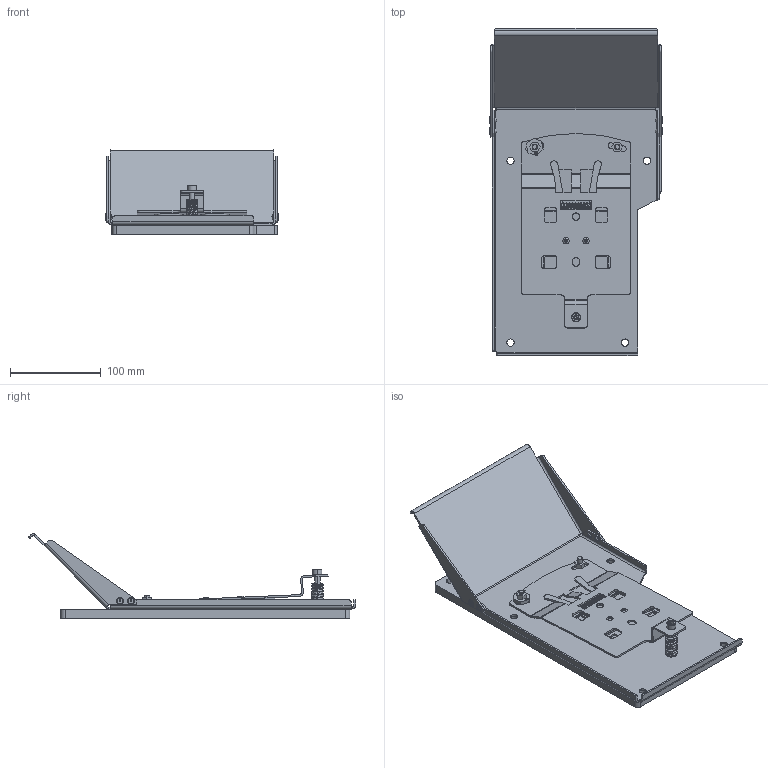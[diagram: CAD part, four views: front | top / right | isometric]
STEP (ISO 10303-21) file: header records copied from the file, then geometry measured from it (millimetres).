
FILE_DESCRIPTION((''),'2;1');
FILE_NAME('DB000921_Y_SPIEGELVERS_STATION_ASM','2008-03-17T',('hkrispin'),(''),'PRO/ENGINEER BY PARAMETRIC TECHNOLOGY CORPORATION, 2006300','PRO/ENGINEER BY PARAMETRIC TECHNOLOGY CORPORATION, 2006300','');
FILE_SCHEMA(('CONFIG_CONTROL_DESIGN'));
Length unit declared in the file: millimetre
Products named in the file (15): DB001633_Y_SPIEGELPL_STAT; DB000923_Y_VERSTELLHALTER; DB000924_EINNIETBUCHSE_M6; DB001440_EINPRESSBOLZEN_M6; DB000901_JUSTIERHIFE; DB001449_MUTTER_M6_D934; DB000898_RIEGEL; DB000903_DRUCKFEDER_RIEGEL; DB000066_DRUCKFEDER; DB001458_SPANNHUELSE_3; DB001451_BLINDNIET_3; DB001459_SHR_M6X22_D912; DB001433_BLINDNIET_4; DB1635_Y_SPIEGELMONT_PLATTE; DB000921_Y_SPIEGELVERS_STATION_ASM
Assembly tree (21 placements, depth 2):
  DB000921_Y_SPIEGELVERS_STATION_ASM
    DB001633_Y_SPIEGELPL_STAT
    DB000923_Y_VERSTELLHALTER
    DB000924_EINNIETBUCHSE_M6
    DB001440_EINPRESSBOLZEN_M6  x2
    DB000901_JUSTIERHIFE
    DB001449_MUTTER_M6_D934  x2
    DB000898_RIEGEL  x2
    DB000903_DRUCKFEDER_RIEGEL
    DB000066_DRUCKFEDER
    DB001458_SPANNHUELSE_3
    DB001451_BLINDNIET_3  x2
    DB001459_SHR_M6X22_D912
    DB001433_BLINDNIET_4  x4
    DB1635_Y_SPIEGELMONT_PLATTE
Bounding box: 190 x 359.75 x 92.64 mm (x, y, z)
Volume: 732076.7 mm3; surface area: 330767.9 mm2
Topology: 21 solids, 25 shells, 680 faces, 1664 edges, 1041 vertices
Faces by surface type: plane 344, cylinder 257, cone 28, bspline 27, torus 16, sphere 8
Entity records: 23993 total; most frequent: CARTESIAN_POINT 10616, DIRECTION 2819, ORIENTED_EDGE 2624, EDGE_CURVE 1317, AXIS2_PLACEMENT_3D 997, VECTOR 825, LINE 825, VERTEX_POINT 822
